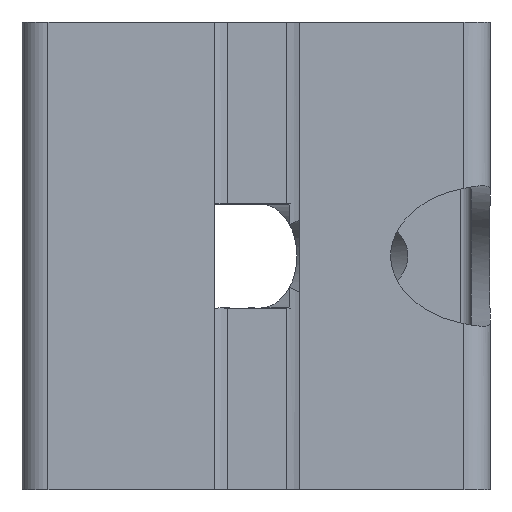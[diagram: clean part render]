
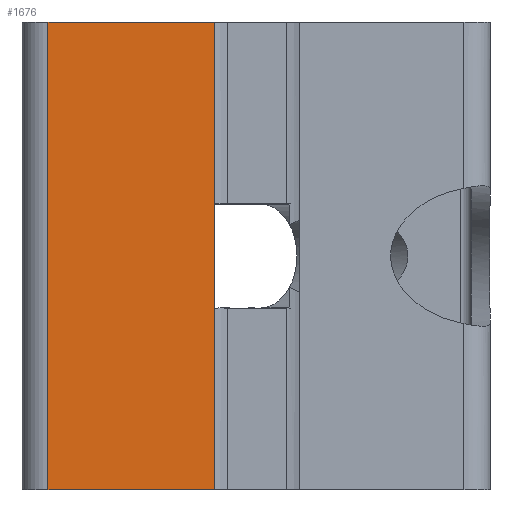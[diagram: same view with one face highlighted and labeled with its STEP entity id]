
A CAD part, left-side view. The second image highlights one B-rep face of the part: STEP entity #1676.
In plain terms, the highlighted planar face has unit normal (-1, 0, 0).
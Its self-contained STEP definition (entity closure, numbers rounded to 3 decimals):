
#140=FACE_OUTER_BOUND('',#225,.T.);
#225=EDGE_LOOP('',(#1425,#1426,#1427,#1428));
#428=LINE('',#2827,#600);
#443=LINE('',#2866,#615);
#444=LINE('',#2869,#616);
#445=LINE('',#2870,#617);
#600=VECTOR('',#2207,10.);
#615=VECTOR('',#2238,10.);
#616=VECTOR('',#2241,10.);
#617=VECTOR('',#2242,10.);
#782=VERTEX_POINT('',#2824);
#783=VERTEX_POINT('',#2826);
#799=VERTEX_POINT('',#2864);
#800=VERTEX_POINT('',#2868);
#1010=EDGE_CURVE('',#783,#782,#428,.T.);
#1031=EDGE_CURVE('',#799,#782,#443,.T.);
#1032=EDGE_CURVE('',#799,#800,#444,.T.);
#1033=EDGE_CURVE('',#800,#783,#445,.T.);
#1425=ORIENTED_EDGE('',*,*,#1032,.T.);
#1426=ORIENTED_EDGE('',*,*,#1033,.T.);
#1427=ORIENTED_EDGE('',*,*,#1010,.T.);
#1428=ORIENTED_EDGE('',*,*,#1031,.F.);
#1605=PLANE('',#1835);
#1676=ADVANCED_FACE('',(#140),#1605,.T.);
#1835=AXIS2_PLACEMENT_3D('',#2867,#2239,#2240);
#2207=DIRECTION('',(0.,-1.,0.));
#2238=DIRECTION('',(0.,0.,-1.));
#2239=DIRECTION('center_axis',(-1.,0.,0.));
#2240=DIRECTION('ref_axis',(0.,0.,1.));
#2241=DIRECTION('',(0.,1.,0.));
#2242=DIRECTION('',(0.,0.,-1.));
#2824=CARTESIAN_POINT('',(0.,26.501,-22.5));
#2826=CARTESIAN_POINT('',(0.,42.5,-22.5));
#2827=CARTESIAN_POINT('',(0.,26.501,-22.5));
#2864=CARTESIAN_POINT('',(0.,26.501,22.5));
#2866=CARTESIAN_POINT('',(0.,26.501,0.));
#2867=CARTESIAN_POINT('Origin',(0.,26.501,
0.));
#2868=CARTESIAN_POINT('',(0.,42.5,22.5));
#2869=CARTESIAN_POINT('',(0.,26.501,22.5));
#2870=CARTESIAN_POINT('',(0.,42.5,0.));
